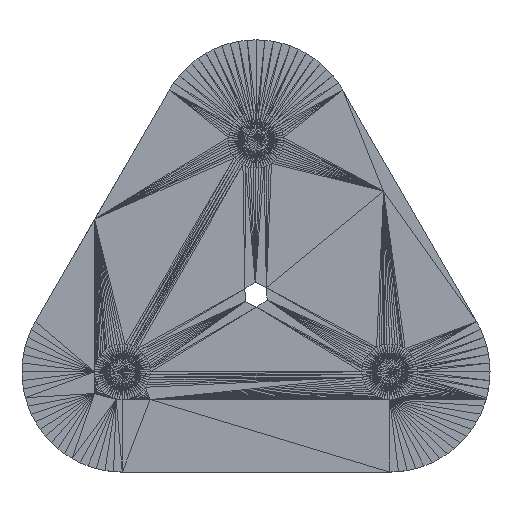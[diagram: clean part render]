
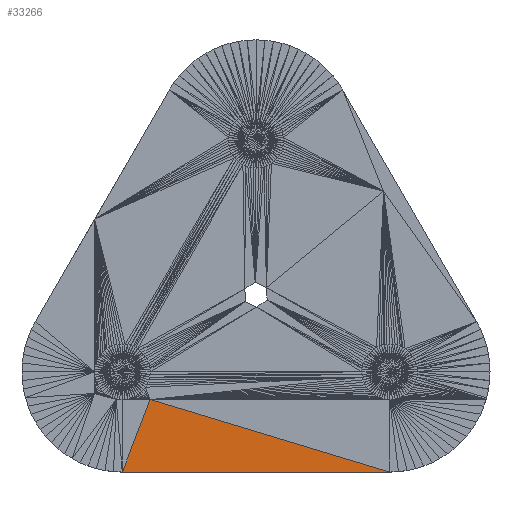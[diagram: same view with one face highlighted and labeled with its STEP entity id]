
A CAD part, top view. The second image highlights one B-rep face of the part: STEP entity #33266.
In plain terms, the highlighted planar face has unit normal (0, 0, 1).
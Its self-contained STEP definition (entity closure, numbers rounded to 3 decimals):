
#1930=FACE_OUTER_BOUND('',#4776,.T.);
#4776=EDGE_LOOP('',(#25703,#25704,#25705));
#8872=LINE('',#53303,#13147);
#8895=LINE('',#53350,#13170);
#8896=LINE('',#53351,#13171);
#13147=VECTOR('',#44015,10.);
#13170=VECTOR('',#44080,10.);
#13171=VECTOR('',#44081,10.);
#14559=VERTEX_POINT('',#48160);
#15469=VERTEX_POINT('',#53289);
#15474=VERTEX_POINT('',#53349);
#18845=EDGE_CURVE('',#15469,#14559,#8872,.T.);
#18868=EDGE_CURVE('',#15469,#15474,#8895,.T.);
#18869=EDGE_CURVE('',#14559,#15474,#8896,.T.);
#25703=ORIENTED_EDGE('',*,*,#18868,.T.);
#25704=ORIENTED_EDGE('',*,*,#18869,.F.);
#25705=ORIENTED_EDGE('',*,*,#18845,.F.);
#30420=PLANE('',#36129);
#33266=ADVANCED_FACE('',(#1930),#30420,.T.);
#36129=AXIS2_PLACEMENT_3D('',#53348,#44078,#44079);
#44015=DIRECTION('',(0.358,0.934,0.));
#44078=DIRECTION('center_axis',(0.,0.,1.));
#44079=DIRECTION('ref_axis',(1.,0.,0.));
#44080=DIRECTION('',(1.,0.,0.));
#44081=DIRECTION('',(0.957,-0.29,0.));
#48160=CARTESIAN_POINT('',(-4.1,-98.5,34.3));
#53289=CARTESIAN_POINT('',(-13.101,-122.,34.3));
#53303=CARTESIAN_POINT('',(-13.101,-122.,34.3));
#53348=CARTESIAN_POINT('Origin',(-4.1,-98.5,34.3));
#53349=CARTESIAN_POINT('',(73.501,-122.,34.3));
#53350=CARTESIAN_POINT('',(-13.101,-122.,34.3));
#53351=CARTESIAN_POINT('',(-4.1,-98.5,34.3));
